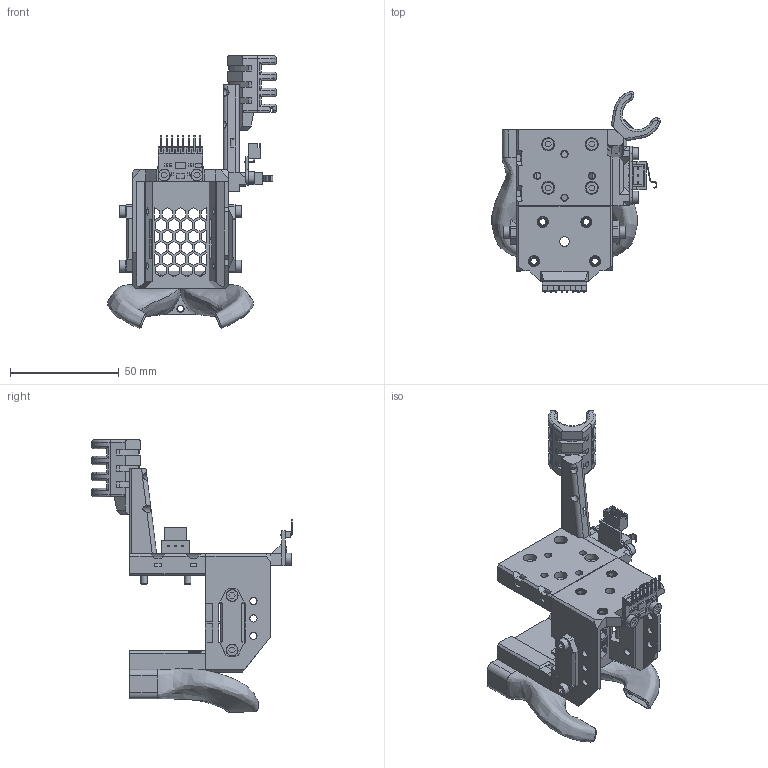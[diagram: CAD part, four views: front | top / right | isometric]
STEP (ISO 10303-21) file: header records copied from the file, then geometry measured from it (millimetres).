
FILE_DESCRIPTION(/* description */ (''),/* implementation_level */ '2;1');
FILE_NAME(/* name */ 'Core.Insert.CoreXY.step',/* time_stamp */ '2023-01-10T12:28:58-06:00',/* author */ (''),/* organization */ (''),/* preprocessor_version */ 'ST-DEVELOPER v19.2',/* originating_system */ 'Autodesk Translation Framework v11.17.0.187',/* authorisation */ '');
FILE_SCHEMA (('AUTOMOTIVE_DESIGN { 1 0 10303 214 3 1 1 }'));
Products named in the file (14): Core.Insert.CoreXY V2; Top Endstop FI <1>; Endstop Module - Horizontal Limit Switch v1; top_endstop_mgn12h; Front Universal FI <1>; front_universal_fi; adxl; belt_grabber; Cable Guide FI <1>; cable_guide; DIN 912 M3 8 mm; Bottom Horns; bottom_horns_fi; Heat Set Insert - M3x5x4 (Voron)
Assembly tree (45 placements, depth 3):
  Core.Insert.CoreXY V2
    Top Endstop FI <1>
      DIN 912 M3 8 mm  x6
      Endstop Module - Horizontal Limit Switch v1
      top_endstop_mgn12h
      Heat Set Insert - M3x5x4 (Voron)  x6
    Front Universal FI <1>
      DIN 912 M3 8 mm  x6
      front_universal_fi
      adxl
      Heat Set Insert - M3x5x4 (Voron)  x12
      belt_grabber  x2
    Cable Guide FI <1>
      cable_guide
      DIN 912 M3 8 mm  x2
    Bottom Horns
      bottom_horns_fi
      Heat Set Insert - M3x5x4 (Voron)
Bounding box: 77.39 x 92.16 x 124.89 mm (x, y, z)
Volume: 65939.2 mm3; surface area: 55058.6 mm2
Topology: 41 solids, 41 shells, 3767 faces, 10320 edges, 6823 vertices
Faces by surface type: bspline 1518, plane 1289, cylinder 805, torus 84, cone 71
Full cylindrical faces by diameter (mm): 1.25 x8, 1.7 x8, 2.9 x19, 3 x18, 3.1 x2, 3.2 x2, 3.3 x39, 4.2 x19, 4.25 x19, 4.35 x1, 4.6 x19, 4.7 x19, 5.5 x14, 5.6 x1, 6 x4, 6.4 x4
Entity records: 63388 total; most frequent: CARTESIAN_POINT 26830, ORIENTED_EDGE 7652, DIRECTION 6882, EDGE_CURVE 3826, LINE 2732, VECTOR 2732, VERTEX_POINT 2517, AXIS2_PLACEMENT_3D 2075
